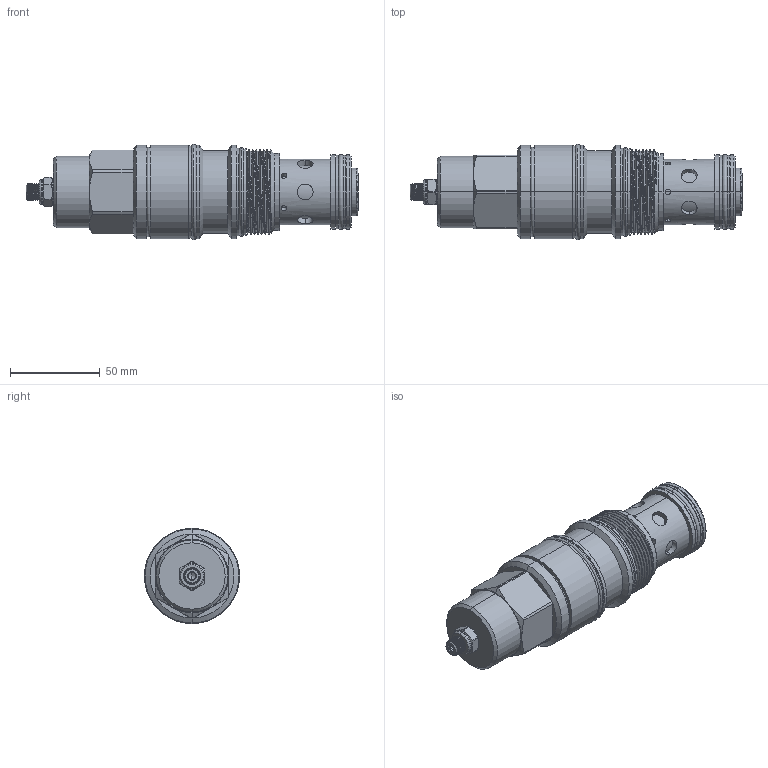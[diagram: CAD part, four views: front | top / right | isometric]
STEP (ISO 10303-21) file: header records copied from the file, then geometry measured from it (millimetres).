
FILE_DESCRIPTION (( 'STEP AP214' ), '1' );
FILE_NAME ('CA19A3A(3C).STEP', '2016-04-12T08:40:43', ( '' ), ( '' ), 'SwSTEP 2.0', 'SolidWorks 2012', '' );
FILE_SCHEMA (( 'AUTOMOTIVE_DESIGN' ));
Length unit declared in the file: millimetre
Products named in the file (1): CA19A3A(3C)
Bounding box: 185.11 x 53.11 x 53.11 mm (x, y, z)
Volume: 261361.2 mm3; surface area: 41973.5 mm2
Topology: 4 solids, 5 shells, 334 faces, 769 edges, 477 vertices
Faces by surface type: cylinder 160, plane 74, torus 48, cone 43, bspline 9
Entity records: 15473 total; most frequent: CARTESIAN_POINT 8032, DIRECTION 1564, ORIENTED_EDGE 1534, EDGE_CURVE 767, AXIS2_PLACEMENT_3D 663, VERTEX_POINT 477, EDGE_LOOP 376, CIRCLE 337
